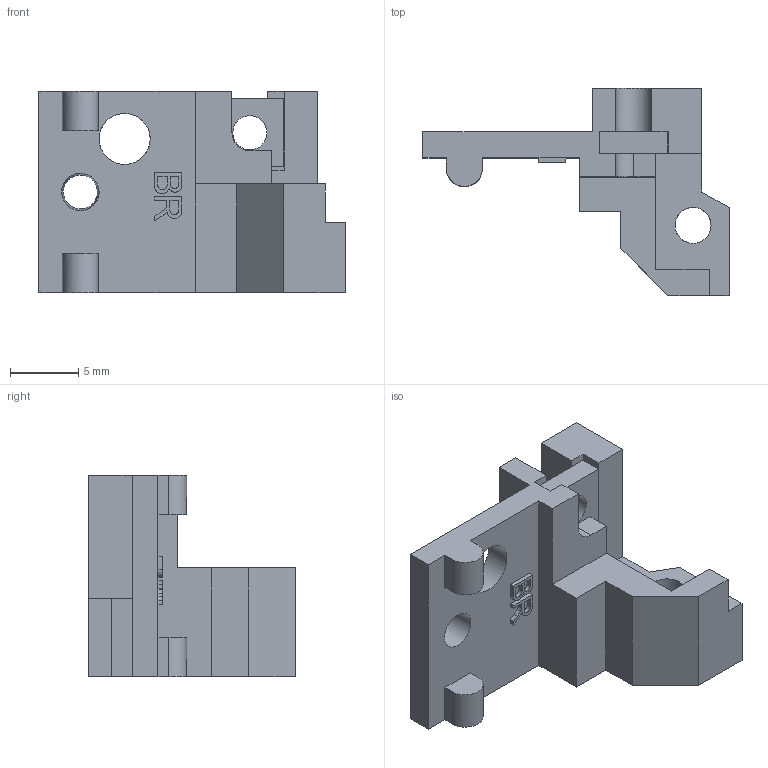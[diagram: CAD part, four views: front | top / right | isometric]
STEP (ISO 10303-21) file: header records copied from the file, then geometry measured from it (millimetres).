
FILE_DESCRIPTION((''),'2;1');
FILE_NAME('0906_DIN_fixing_bracket_BR_35.stp', '2008-04-29T07:27:49',('User'),('SDRC'),'I-DEAS Master Series 9','UNIX', 'Yes');
FILE_SCHEMA(('AUTOMOTIVE_DESIGN { 1 0 10303 214 1 1 1 1 }'));
Length unit declared in the file: millimetre
Products named in the file (1): 0906_DIN_fixing_bracket_BR_35
Bounding box: 22.5 x 15.2 x 14.8 mm (x, y, z)
Volume: 1218.1 mm3; surface area: 1450.4 mm2
Topology: 1 solids, 1 shells, 98 faces, 273 edges, 180 vertices
Faces by surface type: bspline 98
Entity records: 3043 total; most frequent: CARTESIAN_POINT 1333, ORIENTED_EDGE 546, EDGE_CURVE 273, VERTEX_POINT 180, QUASI_UNIFORM_CURVE 140, EDGE_LOOP 111, FACE_OUTER_BOUND 98, ADVANCED_FACE 98
